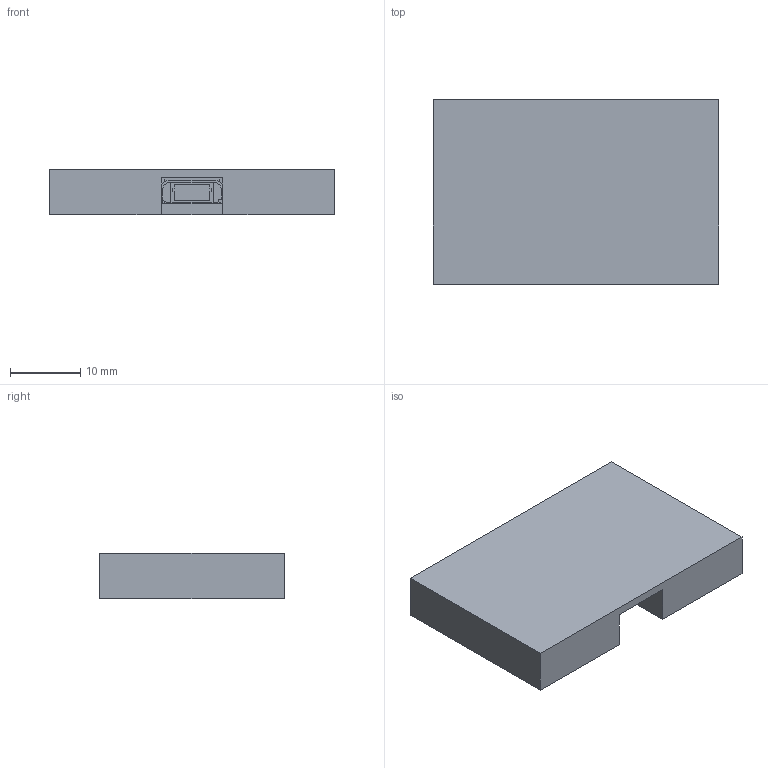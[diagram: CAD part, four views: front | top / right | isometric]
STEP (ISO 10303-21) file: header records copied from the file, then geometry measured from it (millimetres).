
FILE_DESCRIPTION(/* description */ ('KiCad electronic assembly'),/* implementation_level */ '2;1');
FILE_NAME(/* name */ 'muon-b1 Reference Implementation.step',/* time_stamp */ '2025-12-29T08:02:11+09:00',/* author */ (''),/* organization */ (''),/* preprocessor_version */ 'ST-DEVELOPER v20.1',/* originating_system */ 'Autodesk Translation Framework v14.21.0.0',/* authorisation */ '');
FILE_SCHEMA (('AUTOMOTIVE_DESIGN { 1 0 10303 214 3 1 1 }'));
Length unit declared in the file: millimetre
Products named in the file (9): muon-3D-full 1; muon-b1-simplified; muon-b-outline-simplified v2; kicad_embedded_A277F6F4F07CA933ADDB95E0878375A1; kicad_embedded_212A95117681C903C141F67D1C4FB8A6; R_0603_1608Metric; Fuse_0805_2012Metric; USON-10_2.5x1.0mm_P0.5mm; D_SOD-523
Assembly tree (9 placements, depth 3):
  muon-3D-full 1
    muon-b1-simplified
      muon-b-outline-simplified v2
      kicad_embedded_A277F6F4F07CA933ADDB95E0878375A1
      kicad_embedded_212A95117681C903C141F67D1C4FB8A6
      R_0603_1608Metric  x2
      Fuse_0805_2012Metric
      USON-10_2.5x1.0mm_P0.5mm
      D_SOD-523
Bounding box: 40.5 x 26.15 x 6.4 mm (x, y, z)
Volume: 5490.9 mm3; surface area: 4622.5 mm2
Topology: 25 solids, 25 shells, 558 faces, 1448 edges, 948 vertices
Faces by surface type: plane 413, cylinder 119, bspline 20, cone 6
Full cylindrical faces by diameter (mm): 0.2 x1, 0.5 x2, 0.6 x2, 2 x2, 2.7 x2
Entity records: 17658 total; most frequent: CARTESIAN_POINT 3991, ORIENTED_EDGE 2760, DIRECTION 2640, EDGE_CURVE 1380, LINE 1102, VECTOR 1102, VERTEX_POINT 904, AXIS2_PLACEMENT_3D 769
